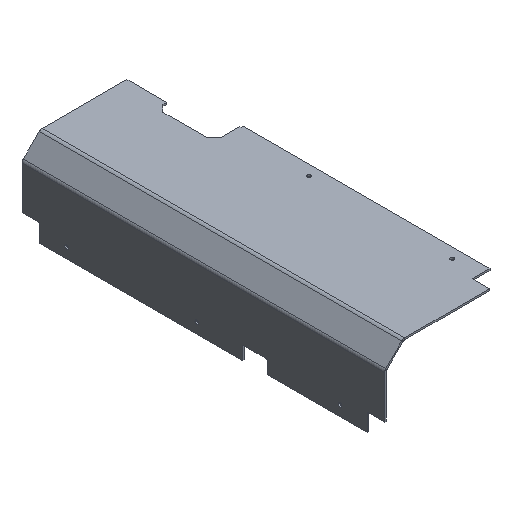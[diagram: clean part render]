
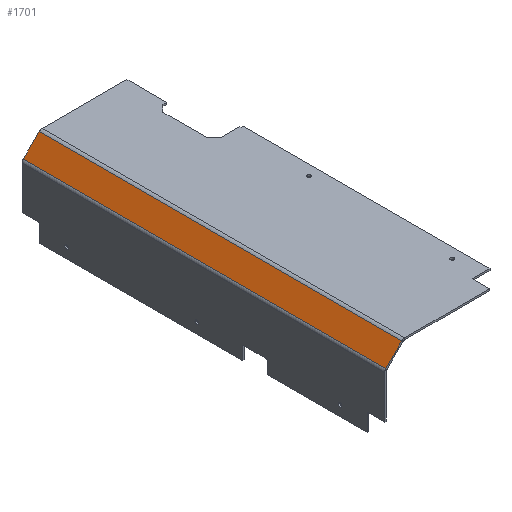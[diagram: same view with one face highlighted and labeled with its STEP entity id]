
A CAD part, isometric view. The second image highlights one B-rep face of the part: STEP entity #1701.
In plain terms, the highlighted planar face has unit normal (-0.707, 0, 0.707).
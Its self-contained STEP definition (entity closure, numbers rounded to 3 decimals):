
#733 = CYLINDRICAL_SURFACE('',#734,4.75);
#734 = AXIS2_PLACEMENT_3D('',#735,#736,#737);
#735 = CARTESIAN_POINT('',(387.75,-176.5,70.361));
#736 = DIRECTION('',(0.,-1.,0.));
#737 = DIRECTION('',(-0.707,0.,0.707)
  );
#1479 = EDGE_CURVE('',#1480,#1482,#1484,.T.);
#1480 = VERTEX_POINT('',#1481);
#1481 = CARTESIAN_POINT('',(384.391,-176.5,73.72));
#1482 = VERTEX_POINT('',#1483);
#1483 = CARTESIAN_POINT('',(384.391,241.5,73.72));
#1484 = SURFACE_CURVE('',#1485,(#1489,#1496),.PCURVE_S1.);
#1485 = LINE('',#1486,#1487);
#1486 = CARTESIAN_POINT('',(384.391,-176.5,73.72));
#1487 = VECTOR('',#1488,1.);
#1488 = DIRECTION('',(0.,1.,0.));
#1489 = PCURVE('',#733,#1490);
#1490 = DEFINITIONAL_REPRESENTATION('',(#1491),#1495);
#1491 = LINE('',#1492,#1493);
#1492 = CARTESIAN_POINT('',(6.283,0.));
#1493 = VECTOR('',#1494,1.);
#1494 = DIRECTION('',(0.,-1.));
#1495 = ( GEOMETRIC_REPRESENTATION_CONTEXT(2) 
PARAMETRIC_REPRESENTATION_CONTEXT() REPRESENTATION_CONTEXT('2D SPACE',''
  ) );
#1496 = PCURVE('',#1497,#1502);
#1497 = PLANE('',#1498);
#1498 = AXIS2_PLACEMENT_3D('',#1499,#1500,#1501);
#1499 = CARTESIAN_POINT('',(402.78,-176.5,92.109));
#1500 = DIRECTION('',(-0.707,0.,0.707));
#1501 = DIRECTION('',(-0.707,0.,-0.707));
#1502 = DEFINITIONAL_REPRESENTATION('',(#1503),#1507);
#1503 = LINE('',#1504,#1505);
#1504 = CARTESIAN_POINT('',(26.006,0.));
#1505 = VECTOR('',#1506,1.);
#1506 = DIRECTION('',(-0.,-1.));
#1507 = ( GEOMETRIC_REPRESENTATION_CONTEXT(2) 
PARAMETRIC_REPRESENTATION_CONTEXT() REPRESENTATION_CONTEXT('2D SPACE',''
  ) );
#1582 = PLANE('',#1583);
#1583 = AXIS2_PLACEMENT_3D('',#1584,#1585,#1586);
#1584 = CARTESIAN_POINT('',(429.893,-176.5,72.185));
#1585 = DIRECTION('',(0.,1.,0.));
#1586 = DIRECTION('',(0.,0.,1.));
#1614 = PLANE('',#1615);
#1615 = AXIS2_PLACEMENT_3D('',#1616,#1617,#1618);
#1616 = CARTESIAN_POINT('',(429.893,241.5,72.185));
#1617 = DIRECTION('',(0.,1.,0.));
#1618 = DIRECTION('',(0.,0.,1.));
#1701 = ADVANCED_FACE('',(#1702),#1497,.T.);
#1702 = FACE_BOUND('',#1703,.T.);
#1703 = EDGE_LOOP('',(#1704,#1734,#1755,#1756));
#1704 = ORIENTED_EDGE('',*,*,#1705,.T.);
#1705 = EDGE_CURVE('',#1706,#1708,#1710,.T.);
#1706 = VERTEX_POINT('',#1707);
#1707 = CARTESIAN_POINT('',(402.78,-176.5,92.109));
#1708 = VERTEX_POINT('',#1709);
#1709 = CARTESIAN_POINT('',(402.78,241.5,92.109));
#1710 = SURFACE_CURVE('',#1711,(#1715,#1722),.PCURVE_S1.);
#1711 = LINE('',#1712,#1713);
#1712 = CARTESIAN_POINT('',(402.78,-176.5,92.109));
#1713 = VECTOR('',#1714,1.);
#1714 = DIRECTION('',(0.,1.,0.));
#1715 = PCURVE('',#1497,#1716);
#1716 = DEFINITIONAL_REPRESENTATION('',(#1717),#1721);
#1717 = LINE('',#1718,#1719);
#1718 = CARTESIAN_POINT('',(0.,-0.));
#1719 = VECTOR('',#1720,1.);
#1720 = DIRECTION('',(-0.,-1.));
#1721 = ( GEOMETRIC_REPRESENTATION_CONTEXT(2) 
PARAMETRIC_REPRESENTATION_CONTEXT() REPRESENTATION_CONTEXT('2D SPACE',''
  ) );
#1722 = PCURVE('',#1723,#1728);
#1723 = CYLINDRICAL_SURFACE('',#1724,4.75);
#1724 = AXIS2_PLACEMENT_3D('',#1725,#1726,#1727);
#1725 = CARTESIAN_POINT('',(406.139,-176.5,88.75));
#1726 = DIRECTION('',(0.,-1.,0.));
#1727 = DIRECTION('',(0.,0.,1.));
#1728 = DEFINITIONAL_REPRESENTATION('',(#1729),#1733);
#1729 = LINE('',#1730,#1731);
#1730 = CARTESIAN_POINT('',(7.069,0.));
#1731 = VECTOR('',#1732,1.);
#1732 = DIRECTION('',(0.,-1.));
#1733 = ( GEOMETRIC_REPRESENTATION_CONTEXT(2) 
PARAMETRIC_REPRESENTATION_CONTEXT() REPRESENTATION_CONTEXT('2D SPACE',''
  ) );
#1734 = ORIENTED_EDGE('',*,*,#1735,.T.);
#1735 = EDGE_CURVE('',#1708,#1482,#1736,.T.);
#1736 = SURFACE_CURVE('',#1737,(#1741,#1748),.PCURVE_S1.);
#1737 = LINE('',#1738,#1739);
#1738 = CARTESIAN_POINT('',(402.78,241.5,92.109));
#1739 = VECTOR('',#1740,1.);
#1740 = DIRECTION('',(-0.707,0.,-0.707));
#1741 = PCURVE('',#1497,#1742);
#1742 = DEFINITIONAL_REPRESENTATION('',(#1743),#1747);
#1743 = LINE('',#1744,#1745);
#1744 = CARTESIAN_POINT('',(0.,-418.));
#1745 = VECTOR('',#1746,1.);
#1746 = DIRECTION('',(1.,-0.));
#1747 = ( GEOMETRIC_REPRESENTATION_CONTEXT(2) 
PARAMETRIC_REPRESENTATION_CONTEXT() REPRESENTATION_CONTEXT('2D SPACE',''
  ) );
#1748 = PCURVE('',#1614,#1749);
#1749 = DEFINITIONAL_REPRESENTATION('',(#1750),#1754);
#1750 = LINE('',#1751,#1752);
#1751 = CARTESIAN_POINT('',(19.924,-27.113));
#1752 = VECTOR('',#1753,1.);
#1753 = DIRECTION('',(-0.707,-0.707));
#1754 = ( GEOMETRIC_REPRESENTATION_CONTEXT(2) 
PARAMETRIC_REPRESENTATION_CONTEXT() REPRESENTATION_CONTEXT('2D SPACE',''
  ) );
#1755 = ORIENTED_EDGE('',*,*,#1479,.F.);
#1756 = ORIENTED_EDGE('',*,*,#1757,.F.);
#1757 = EDGE_CURVE('',#1706,#1480,#1758,.T.);
#1758 = SURFACE_CURVE('',#1759,(#1763,#1770),.PCURVE_S1.);
#1759 = LINE('',#1760,#1761);
#1760 = CARTESIAN_POINT('',(402.78,-176.5,92.109));
#1761 = VECTOR('',#1762,1.);
#1762 = DIRECTION('',(-0.707,0.,-0.707));
#1763 = PCURVE('',#1497,#1764);
#1764 = DEFINITIONAL_REPRESENTATION('',(#1765),#1769);
#1765 = LINE('',#1766,#1767);
#1766 = CARTESIAN_POINT('',(0.,0.));
#1767 = VECTOR('',#1768,1.);
#1768 = DIRECTION('',(1.,-0.));
#1769 = ( GEOMETRIC_REPRESENTATION_CONTEXT(2) 
PARAMETRIC_REPRESENTATION_CONTEXT() REPRESENTATION_CONTEXT('2D SPACE',''
  ) );
#1770 = PCURVE('',#1582,#1771);
#1771 = DEFINITIONAL_REPRESENTATION('',(#1772),#1776);
#1772 = LINE('',#1773,#1774);
#1773 = CARTESIAN_POINT('',(19.924,-27.113));
#1774 = VECTOR('',#1775,1.);
#1775 = DIRECTION('',(-0.707,-0.707));
#1776 = ( GEOMETRIC_REPRESENTATION_CONTEXT(2) 
PARAMETRIC_REPRESENTATION_CONTEXT() REPRESENTATION_CONTEXT('2D SPACE',''
  ) );
